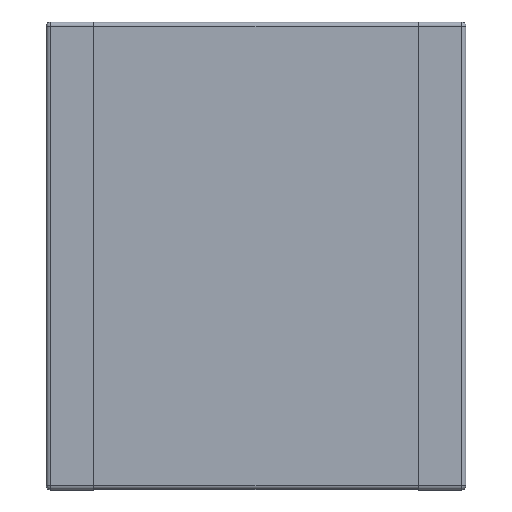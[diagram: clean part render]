
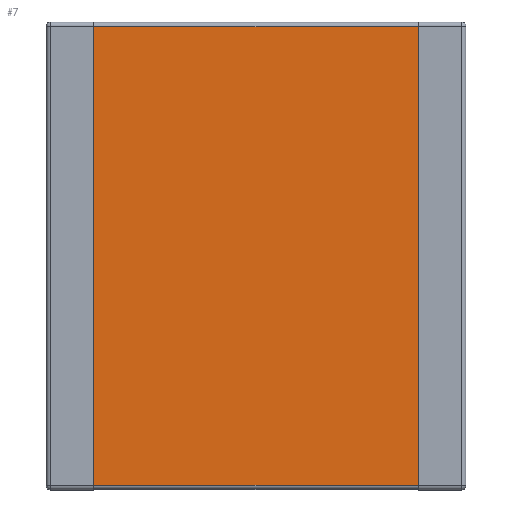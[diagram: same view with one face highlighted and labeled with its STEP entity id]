
A CAD part, top view. The second image highlights one B-rep face of the part: STEP entity #7.
In plain terms, the highlighted planar face has unit normal (0, 0, 1).
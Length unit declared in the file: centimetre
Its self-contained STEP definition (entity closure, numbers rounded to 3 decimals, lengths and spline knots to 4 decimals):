
#7 = ADVANCED_FACE ( 'NONE', ( #212 ), #1493, .T. ) ;
#123 = LINE ( 'NONE', #1981, #963 ) ;
#139 = VERTEX_POINT ( 'NONE', #1011 ) ;
#208 = LINE ( 'NONE', #531, #560 ) ;
#212 = FACE_OUTER_BOUND ( 'NONE', #1409, .T. ) ;
#303 = VERTEX_POINT ( 'NONE', #580 ) ;
#326 = LINE ( 'NONE', #1836, #410 ) ;
#328 = AXIS2_PLACEMENT_3D ( 'NONE', #1484, #1172, #1120 ) ;
#410 = VECTOR ( 'NONE', #1572, 100. ) ;
#531 = CARTESIAN_POINT ( 'NONE',  ( 0.22, -0.3175, 0.1787 ) ) ;
#541 = CARTESIAN_POINT ( 'NONE',  ( -0.22, -0.3175, 0.1787 ) ) ;
#560 = VECTOR ( 'NONE', #1400, 100. ) ;
#580 = CARTESIAN_POINT ( 'NONE',  ( -0.22, -0.3113, 0.1787 ) ) ;
#618 = EDGE_CURVE ( 'NONE', #303, #1723, #123, .T. ) ;
#637 = EDGE_CURVE ( 'NONE', #1200, #139, #326, .T. ) ;
#651 = CARTESIAN_POINT ( 'NONE',  ( 0.22, -0.3113, 0.1787 ) ) ;
#765 = CARTESIAN_POINT ( 'NONE',  ( 0.22, 0.3113, 0.1787 ) ) ;
#835 = LINE ( 'NONE', #541, #1102 ) ;
#863 = ORIENTED_EDGE ( 'NONE', *, *, #1445, .F. ) ;
#963 = VECTOR ( 'NONE', #1731, 100. ) ;
#992 = ORIENTED_EDGE ( 'NONE', *, *, #637, .T. ) ;
#1011 = CARTESIAN_POINT ( 'NONE',  ( -0.22, 0.3113, 0.1787 ) ) ;
#1099 = ORIENTED_EDGE ( 'NONE', *, *, #1555, .F. ) ;
#1102 = VECTOR ( 'NONE', #1728, 100. ) ;
#1120 = DIRECTION ( 'NONE',  ( 1., 0., 0. ) ) ;
#1172 = DIRECTION ( 'NONE',  ( 0., 0., 1. ) ) ;
#1200 = VERTEX_POINT ( 'NONE', #765 ) ;
#1400 = DIRECTION ( 'NONE',  ( 0., -1., 0. ) ) ;
#1409 = EDGE_LOOP ( 'NONE', ( #992, #863, #1727, #1099 ) ) ;
#1445 = EDGE_CURVE ( 'NONE', #303, #139, #835, .T. ) ;
#1484 = CARTESIAN_POINT ( 'NONE',  ( 0., -0.317, 0.1787 ) ) ;
#1493 = PLANE ( 'NONE',  #328 ) ;
#1555 = EDGE_CURVE ( 'NONE', #1200, #1723, #208, .T. ) ;
#1572 = DIRECTION ( 'NONE',  ( -1., 0., 0. ) ) ;
#1723 = VERTEX_POINT ( 'NONE', #651 ) ;
#1727 = ORIENTED_EDGE ( 'NONE', *, *, #618, .T. ) ;
#1728 = DIRECTION ( 'NONE',  ( 0., 1., 0. ) ) ;
#1731 = DIRECTION ( 'NONE',  ( 1., 0., 0. ) ) ;
#1836 = CARTESIAN_POINT ( 'NONE',  ( 0., 0.3113, 0.1787 ) ) ;
#1981 = CARTESIAN_POINT ( 'NONE',  ( 0., -0.3113, 0.1787 ) ) ;
